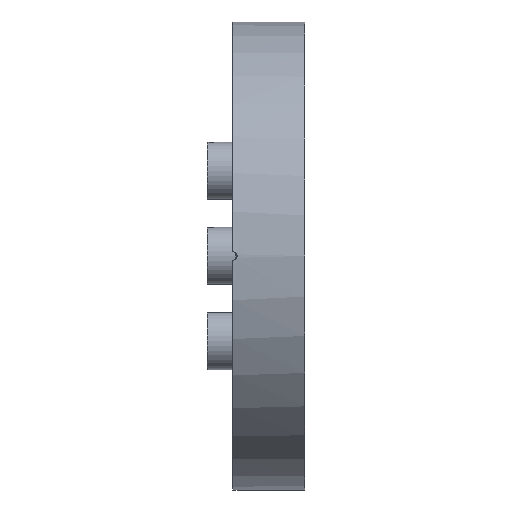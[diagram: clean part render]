
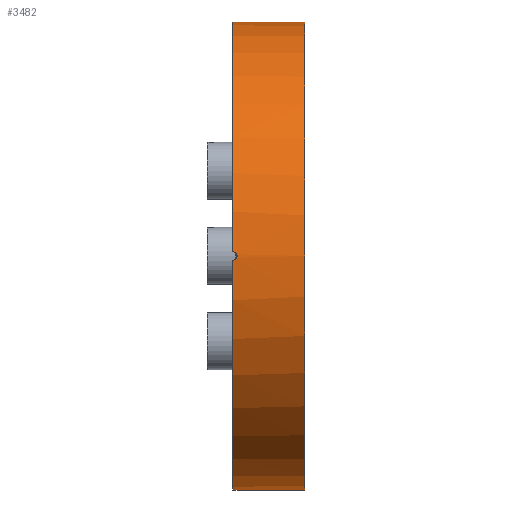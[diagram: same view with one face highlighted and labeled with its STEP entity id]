
A CAD part, left-side view. The second image highlights one B-rep face of the part: STEP entity #3482.
In plain terms, the highlighted cylindrical face has radius 57.15 mm (diameter 114.3 mm), a partial arc.
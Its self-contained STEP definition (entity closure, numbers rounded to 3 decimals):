
#81 = DIRECTION ( 'NONE',  ( 0., 0., 1. ) ) ;
#117 = CARTESIAN_POINT ( 'NONE',  ( -57.142, -0.262, 0.974 ) ) ;
#222 = CARTESIAN_POINT ( 'NONE',  ( -57.141, 0., -1. ) ) ;
#291 = CARTESIAN_POINT ( 'NONE',  ( -57.143, -0.521, -0.893 ) ) ;
#407 = DIRECTION ( 'NONE',  ( 0., 0., 1. ) ) ;
#437 = EDGE_CURVE ( 'NONE', #567, #3908, #3328, .T. ) ;
#567 = VERTEX_POINT ( 'NONE', #4846 ) ;
#599 = ORIENTED_EDGE ( 'NONE', *, *, #4089, .T. ) ;
#679 = B_SPLINE_CURVE_WITH_KNOTS ( 'NONE', 3,
 ( #1274, #2008, #117, #938, #2796, #3503, #1646, #1306, #1288, #3907, #3888, #1017, #1171, #291, #1189, #1555 ),
 .UNSPECIFIED., .F., .F.,
 ( 4, 2, 2, 2, 2, 2, 2, 4 ),
 ( 0., 0., 0.001, 0.001, 0.002, 0.002, 0.002, 0.003 ),
 .UNSPECIFIED. ) ;
#680 = DIRECTION ( 'NONE',  ( 0., 1., 0. ) ) ;
#730 = ORIENTED_EDGE ( 'NONE', *, *, #437, .F. ) ;
#771 = DIRECTION ( 'NONE',  ( 0., 1., 0. ) ) ;
#806 = VERTEX_POINT ( 'NONE', #1086 ) ;
#832 = CARTESIAN_POINT ( 'NONE',  ( 0., 0., 0. ) ) ;
#893 = CARTESIAN_POINT ( 'NONE',  ( 0., -17.5, -57.15 ) ) ;
#938 = CARTESIAN_POINT ( 'NONE',  ( -57.143, -0.504, 0.874 ) ) ;
#1017 = CARTESIAN_POINT ( 'NONE',  ( -57.148, -0.874, -0.503 ) ) ;
#1086 = CARTESIAN_POINT ( 'NONE',  ( 0., 0., 57.15 ) ) ;
#1171 = CARTESIAN_POINT ( 'NONE',  ( -57.147, -0.801, -0.613 ) ) ;
#1186 = EDGE_CURVE ( 'NONE', #1213, #3908, #679, .T. ) ;
#1189 = CARTESIAN_POINT ( 'NONE',  ( -57.141, -0.264, -1. ) ) ;
#1213 = VERTEX_POINT ( 'NONE', #2249 ) ;
#1274 = CARTESIAN_POINT ( 'NONE',  ( -57.141, 0., 1. ) ) ;
#1288 = CARTESIAN_POINT ( 'NONE',  ( -57.15, -1., 0.131 ) ) ;
#1306 = CARTESIAN_POINT ( 'NONE',  ( -57.15, -0.974, 0.263 ) ) ;
#1363 = CYLINDRICAL_SURFACE ( 'NONE', #3296, 57.15 ) ;
#1374 = CARTESIAN_POINT ( 'NONE',  ( 0., -17.5, 57.15 ) ) ;
#1501 = VERTEX_POINT ( 'NONE', #893 ) ;
#1555 = CARTESIAN_POINT ( 'NONE',  ( -57.141, 0., -1. ) ) ;
#1574 = ORIENTED_EDGE ( 'NONE', *, *, #1186, .T. ) ;
#1646 = CARTESIAN_POINT ( 'NONE',  ( -57.148, -0.874, 0.503 ) ) ;
#1713 = CARTESIAN_POINT ( 'NONE',  ( 0., -17.5, 57.15 ) ) ;
#1759 = VECTOR ( 'NONE', #2480, 1000. ) ;
#1935 = DIRECTION ( 'NONE',  ( 0., 1., 0. ) ) ;
#1942 = DIRECTION ( 'NONE',  ( 0., 1., 0. ) ) ;
#2008 = CARTESIAN_POINT ( 'NONE',  ( -57.141, -0.132, 1. ) ) ;
#2053 = EDGE_CURVE ( 'NONE', #1213, #806, #4817, .T. ) ;
#2249 = CARTESIAN_POINT ( 'NONE',  ( -57.141, 0., 1. ) ) ;
#2385 = EDGE_CURVE ( 'NONE', #1501, #567, #3557, .T. ) ;
#2476 = DIRECTION ( 'NONE',  ( 0., 0., 1. ) ) ;
#2480 = DIRECTION ( 'NONE',  ( 0., 1., 0. ) ) ;
#2491 = FACE_OUTER_BOUND ( 'NONE', #4564, .T. ) ;
#2796 = CARTESIAN_POINT ( 'NONE',  ( -57.144, -0.615, 0.799 ) ) ;
#2841 = ORIENTED_EDGE ( 'NONE', *, *, #3766, .T. ) ;
#2902 = VECTOR ( 'NONE', #4851, 1000. ) ;
#2954 = CIRCLE ( 'NONE', #4663, 57.15 ) ;
#3009 = CARTESIAN_POINT ( 'NONE',  ( 0., -17.5, 0. ) ) ;
#3238 = CARTESIAN_POINT ( 'NONE',  ( 0., 0., 0. ) ) ;
#3296 = AXIS2_PLACEMENT_3D ( 'NONE', #4183, #1942, #81 ) ;
#3328 = CIRCLE ( 'NONE', #3387, 57.15 ) ;
#3339 = ORIENTED_EDGE ( 'NONE', *, *, #2385, .F. ) ;
#3387 = AXIS2_PLACEMENT_3D ( 'NONE', #3238, #680, #2476 ) ;
#3482 = ADVANCED_FACE ( 'NONE', ( #2491 ), #1363, .T. ) ;
#3503 = CARTESIAN_POINT ( 'NONE',  ( -57.147, -0.799, 0.615 ) ) ;
#3557 = LINE ( 'NONE', #3761, #2902 ) ;
#3595 = AXIS2_PLACEMENT_3D ( 'NONE', #832, #1935, #3806 ) ;
#3761 = CARTESIAN_POINT ( 'NONE',  ( 0., -17.5, -57.15 ) ) ;
#3766 = EDGE_CURVE ( 'NONE', #4691, #806, #4761, .T. ) ;
#3806 = DIRECTION ( 'NONE',  ( 0., 0., 1. ) ) ;
#3888 = CARTESIAN_POINT ( 'NONE',  ( -57.15, -0.974, -0.261 ) ) ;
#3907 = CARTESIAN_POINT ( 'NONE',  ( -57.15, -1., -0.13 ) ) ;
#3908 = VERTEX_POINT ( 'NONE', #222 ) ;
#4089 = EDGE_CURVE ( 'NONE', #1501, #4691, #2954, .T. ) ;
#4183 = CARTESIAN_POINT ( 'NONE',  ( 0., -17.5, 0. ) ) ;
#4564 = EDGE_LOOP ( 'NONE', ( #3339, #599, #2841, #4741, #1574, #730 ) ) ;
#4663 = AXIS2_PLACEMENT_3D ( 'NONE', #3009, #771, #407 ) ;
#4691 = VERTEX_POINT ( 'NONE', #1374 ) ;
#4741 = ORIENTED_EDGE ( 'NONE', *, *, #2053, .F. ) ;
#4761 = LINE ( 'NONE', #1713, #1759 ) ;
#4817 = CIRCLE ( 'NONE', #3595, 57.15 ) ;
#4846 = CARTESIAN_POINT ( 'NONE',  ( 0., 0., -57.15 ) ) ;
#4851 = DIRECTION ( 'NONE',  ( 0., 1., 0. ) ) ;
